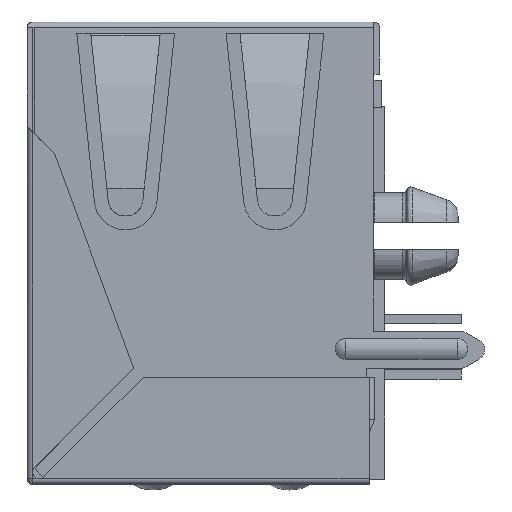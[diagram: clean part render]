
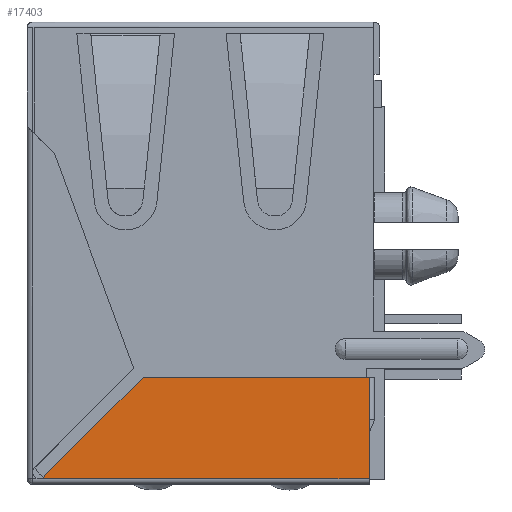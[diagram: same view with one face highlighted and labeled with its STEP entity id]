
A CAD part, left-side view. The second image highlights one B-rep face of the part: STEP entity #17403.
In plain terms, the highlighted planar face has unit normal (-1, 0, 0).
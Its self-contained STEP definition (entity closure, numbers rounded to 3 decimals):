
#1399 = DIRECTION ( 'NONE',  ( -1., 0., 0. ) ) ;
#1499 = EDGE_CURVE ( 'NONE', #9157, #24751, #5975, .T. ) ;
#3042 = ORIENTED_EDGE ( 'NONE', *, *, #16523, .T. ) ;
#3477 = LINE ( 'NONE', #39408, #20230 ) ;
#5975 = LINE ( 'NONE', #18899, #29822 ) ;
#7352 = LINE ( 'NONE', #13046, #39392 ) ;
#7679 = DIRECTION ( 'NONE',  ( 0., 0., 1. ) ) ;
#8155 = AXIS2_PLACEMENT_3D ( 'NONE', #20214, #1399, #23293 ) ;
#9157 = VERTEX_POINT ( 'NONE', #20493 ) ;
#10524 = ORIENTED_EDGE ( 'NONE', *, *, #37723, .T. ) ;
#13046 = CARTESIAN_POINT ( 'NONE',  ( -12.539, -6.232, -12.812 ) ) ;
#13362 = CARTESIAN_POINT ( 'NONE',  ( -12.539, -0.426, -16.41 ) ) ;
#13604 = VERTEX_POINT ( 'NONE', #33593 ) ;
#14068 = DIRECTION ( 'NONE',  ( 1., 0., 0. ) ) ;
#15864 = ORIENTED_EDGE ( 'NONE', *, *, #1499, .T. ) ;
#16212 = DIRECTION ( 'NONE',  ( 0., 1., 0. ) ) ;
#16523 = EDGE_CURVE ( 'NONE', #24751, #29151, #37086, .T. ) ;
#17403 = ADVANCED_FACE ( 'NONE', ( #34594 ), #38649, .T. ) ;
#17518 = ORIENTED_EDGE ( 'NONE', *, *, #32482, .T. ) ;
#17608 = EDGE_CURVE ( 'NONE', #29596, #9157, #7352, .T. ) ;
#17714 = DIRECTION ( 'NONE',  ( 0., -1., 0. ) ) ;
#18899 = CARTESIAN_POINT ( 'NONE',  ( -12.539, -4.027, -12.812 ) ) ;
#19245 = LINE ( 'NONE', #38505, #26448 ) ;
#20214 = CARTESIAN_POINT ( 'NONE',  ( -12.539, -0.151, -12.812 ) ) ;
#20230 = VECTOR ( 'NONE', #17714, 1000. ) ;
#20493 = CARTESIAN_POINT ( 'NONE',  ( -12.539, -4.027, -12.812 ) ) ;
#23293 = DIRECTION ( 'NONE',  ( 0., 0., -1. ) ) ;
#24751 = VERTEX_POINT ( 'NONE', #13362 ) ;
#26448 = VECTOR ( 'NONE', #7679, 1000. ) ;
#26611 = AXIS2_PLACEMENT_3D ( 'NONE', #32607, #14068, #35766 ) ;
#29151 = VERTEX_POINT ( 'NONE', #32067 ) ;
#29596 = VERTEX_POINT ( 'NONE', #34695 ) ;
#29822 = VECTOR ( 'NONE', #37358, 1000. ) ;
#29951 = EDGE_LOOP ( 'NONE', ( #17518, #36876, #15864, #3042, #10524 ) ) ;
#32067 = CARTESIAN_POINT ( 'NONE',  ( -12.539, -0.223, -16.518 ) ) ;
#32482 = EDGE_CURVE ( 'NONE', #13604, #29596, #19245, .T. ) ;
#32607 = CARTESIAN_POINT ( 'NONE',  ( -12.539, -0.223, -16.275 ) ) ;
#33593 = CARTESIAN_POINT ( 'NONE',  ( -12.539, -12.313, -16.518 ) ) ;
#34594 = FACE_OUTER_BOUND ( 'NONE', #29951, .T. ) ;
#34695 = CARTESIAN_POINT ( 'NONE',  ( -12.539, -12.313, -12.812 ) ) ;
#35766 = DIRECTION ( 'NONE',  ( 0., 0., 1. ) ) ;
#36876 = ORIENTED_EDGE ( 'NONE', *, *, #17608, .T. ) ;
#37086 = CIRCLE ( 'NONE', #26611, 0.243 ) ;
#37358 = DIRECTION ( 'NONE',  ( 0., 0.707, -0.707 ) ) ;
#37723 = EDGE_CURVE ( 'NONE', #29151, #13604, #3477, .T. ) ;
#38505 = CARTESIAN_POINT ( 'NONE',  ( -12.539, -12.313, -14.678 ) ) ;
#38649 = PLANE ( 'NONE',  #8155 ) ;
#39392 = VECTOR ( 'NONE', #16212, 1000. ) ;
#39408 = CARTESIAN_POINT ( 'NONE',  ( -12.539, -6.232, -16.518 ) ) ;
